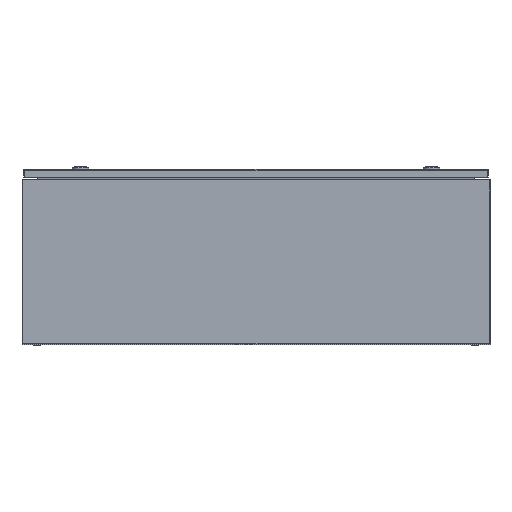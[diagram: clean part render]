
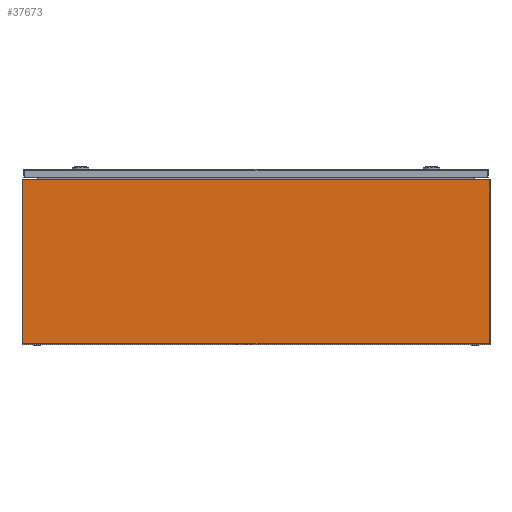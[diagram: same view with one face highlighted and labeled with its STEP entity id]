
A CAD part, left-side view. The second image highlights one B-rep face of the part: STEP entity #37673.
In plain terms, the highlighted planar face has unit normal (-1, 0, 0).
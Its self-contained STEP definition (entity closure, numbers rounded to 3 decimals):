
#109 = CARTESIAN_POINT ( 'NONE',  ( 0., 0., 283. ) ) ;
#7061 = LINE ( 'NONE', #109, #19872 ) ;
#7443 = DIRECTION ( 'NONE',  ( 1., 0., 0. ) ) ;
#9611 = EDGE_CURVE ( 'NONE', #11185, #40031, #11517, .T. ) ;
#9837 = CARTESIAN_POINT ( 'NONE',  ( 0., 0., 0. ) ) ;
#9901 = CARTESIAN_POINT ( 'NONE',  ( 0., 0., 283. ) ) ;
#10650 = VERTEX_POINT ( 'NONE', #30853 ) ;
#11185 = VERTEX_POINT ( 'NONE', #40986 ) ;
#11517 = LINE ( 'NONE', #11735, #30716 ) ;
#11735 = CARTESIAN_POINT ( 'NONE',  ( 0., 0., 283. ) ) ;
#12635 = EDGE_CURVE ( 'NONE', #10650, #29442, #37521, .T. ) ;
#12898 = LINE ( 'NONE', #16281, #27945 ) ;
#13224 = DIRECTION ( 'NONE',  ( 0., -1., 0. ) ) ;
#13735 = ORIENTED_EDGE ( 'NONE', *, *, #28347, .T. ) ;
#13748 = PLANE ( 'NONE',  #24994 ) ;
#15961 = VECTOR ( 'NONE', #13224, 1000. ) ;
#16281 = CARTESIAN_POINT ( 'NONE',  ( 0., 800., 283. ) ) ;
#16713 = DIRECTION ( 'NONE',  ( 0., 0., -1. ) ) ;
#16742 = ORIENTED_EDGE ( 'NONE', *, *, #9611, .F. ) ;
#19872 = VECTOR ( 'NONE', #40608, 1000. ) ;
#23689 = FACE_OUTER_BOUND ( 'NONE', #36526, .T. ) ;
#24144 = CARTESIAN_POINT ( 'NONE',  ( 0., 0., 0. ) ) ;
#24994 = AXIS2_PLACEMENT_3D ( 'NONE', #28146, #7443, #42139 ) ;
#27945 = VECTOR ( 'NONE', #16713, 1000. ) ;
#28146 = CARTESIAN_POINT ( 'NONE',  ( 0., 0., 283. ) ) ;
#28347 = EDGE_CURVE ( 'NONE', #11185, #10650, #12898, .T. ) ;
#29442 = VERTEX_POINT ( 'NONE', #24144 ) ;
#30716 = VECTOR ( 'NONE', #42174, 1000. ) ;
#30853 = CARTESIAN_POINT ( 'NONE',  ( 0., 800., 0. ) ) ;
#32515 = ORIENTED_EDGE ( 'NONE', *, *, #12635, .T. ) ;
#33532 = ORIENTED_EDGE ( 'NONE', *, *, #43922, .F. ) ;
#36526 = EDGE_LOOP ( 'NONE', ( #32515, #33532, #16742, #13735 ) ) ;
#37521 = LINE ( 'NONE', #9837, #15961 ) ;
#37673 = ADVANCED_FACE ( 'NONE', ( #23689 ), #13748, .F. ) ;
#40031 = VERTEX_POINT ( 'NONE', #9901 ) ;
#40608 = DIRECTION ( 'NONE',  ( 0., 0., -1. ) ) ;
#40986 = CARTESIAN_POINT ( 'NONE',  ( 0., 800., 283. ) ) ;
#42139 = DIRECTION ( 'NONE',  ( 0., 0., -1. ) ) ;
#42174 = DIRECTION ( 'NONE',  ( 0., -1., 0. ) ) ;
#43922 = EDGE_CURVE ( 'NONE', #40031, #29442, #7061, .T. ) ;
